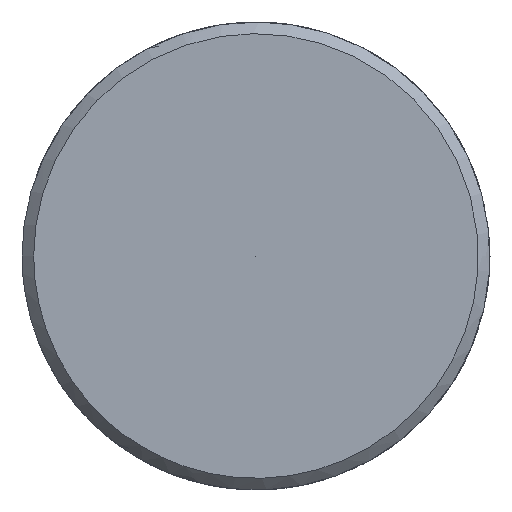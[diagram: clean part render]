
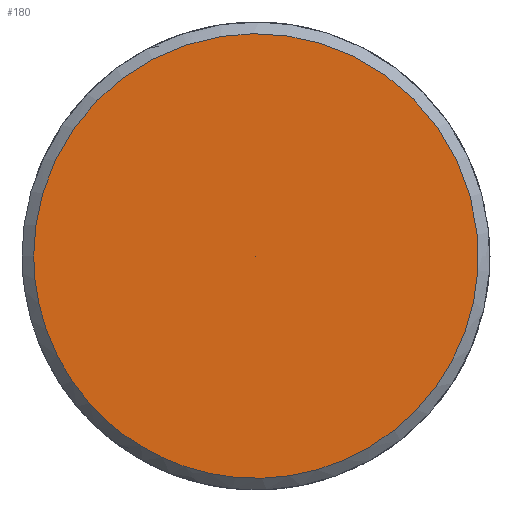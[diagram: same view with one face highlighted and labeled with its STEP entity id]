
A CAD part, left-side view. The second image highlights one B-rep face of the part: STEP entity #180.
In plain terms, the highlighted free-form (B-spline) face has degree [5, 1] with [6, 2] control points.
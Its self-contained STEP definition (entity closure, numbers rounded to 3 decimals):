
#146 = CARTESIAN_POINT ('', (-72., 4.75, 0.));
#147 = VERTEX_POINT ('', #146);
#148 = CARTESIAN_POINT ('', (-72., 0., 0.));
#149 = VERTEX_POINT ('', #148);
#150 = CARTESIAN_POINT ('', (-72., 4.75, 0.));
#151 = CARTESIAN_POINT ('', (-72., 0., 0.));
#152 = B_SPLINE_CURVE_WITH_KNOTS ('', 1, (#150, #151), .UNSPECIFIED., .F., .U., (2, 2), (0., 1.), .UNSPECIFIED.);
#153 = EDGE_CURVE ('', #147, #149, #152, .T.);
#154 = ORIENTED_EDGE ('', *, *, #153, .F.);
#155 = CARTESIAN_POINT ('', (-72., 4.75, 0.));
#156 = CARTESIAN_POINT ('', (-72., 4.75, 19.));
#157 = CARTESIAN_POINT ('', (-72., -14.25, 9.5));
#158 = CARTESIAN_POINT ('', (-72., -14.25, -9.5));
#159 = CARTESIAN_POINT ('', (-72., 4.75, -19.));
#160 = CARTESIAN_POINT ('', (-72., 4.75, 0.));
#161 = (
   BOUNDED_CURVE ()
   B_SPLINE_CURVE (5, (#155, #156, #157, #158, #159, #160), .UNSPECIFIED., .T., .U.)
   B_SPLINE_CURVE_WITH_KNOTS ((6, 6), (0., 1.), .UNSPECIFIED.)
   CURVE ()
   GEOMETRIC_REPRESENTATION_ITEM ()
   RATIONAL_B_SPLINE_CURVE ((5., 1., 1., 1., 1., 5.))
   REPRESENTATION_ITEM ('')
);
#162 = EDGE_CURVE ('', #147, #147, #161, .T.);
#163 = ORIENTED_EDGE ('', *, *, #162, .T.);
#164 = ORIENTED_EDGE ('', *, *, #153, .T.);
#165 = EDGE_LOOP ('', (#154, #163, #164));
#166 = FACE_OUTER_BOUND ('', #165, .F.);
#167 = CARTESIAN_POINT ('', (-72., 4.75, 0.));
#168 = CARTESIAN_POINT ('', (-72., 0., 0.));
#169 = CARTESIAN_POINT ('', (-72., 4.75, 19.));
#170 = CARTESIAN_POINT ('', (-72., 0., 0.));
#171 = CARTESIAN_POINT ('', (-72., -14.25, 9.5));
#172 = CARTESIAN_POINT ('', (-72., 0., 0.));
#173 = CARTESIAN_POINT ('', (-72., -14.25, -9.5));
#174 = CARTESIAN_POINT ('', (-72., 0., 0.));
#175 = CARTESIAN_POINT ('', (-72., 4.75, -19.));
#176 = CARTESIAN_POINT ('', (-72., 0., 0.));
#177 = CARTESIAN_POINT ('', (-72., 4.75, 0.));
#178 = CARTESIAN_POINT ('', (-72., 0., 0.));
#179 = (
   BOUNDED_SURFACE ()
   B_SPLINE_SURFACE (5, 1, ((#167, #168), (#169, #170), (#171, #172), (#173, #174), (#175, #176), (#177, #178)), .UNSPECIFIED., .T., .F., .U.)
   B_SPLINE_SURFACE_WITH_KNOTS ((6, 6), (2, 2), (0., 1.), (0., 1.), .UNSPECIFIED.)
   SURFACE ()
   GEOMETRIC_REPRESENTATION_ITEM ()
   RATIONAL_B_SPLINE_SURFACE (((5., 5.), (1., 1.), (1., 1.), (1., 1.), (1., 1.), (5., 5.)))
   REPRESENTATION_ITEM ('')
);
#180 = ADVANCED_FACE ('', (#166), #179, .F.);
